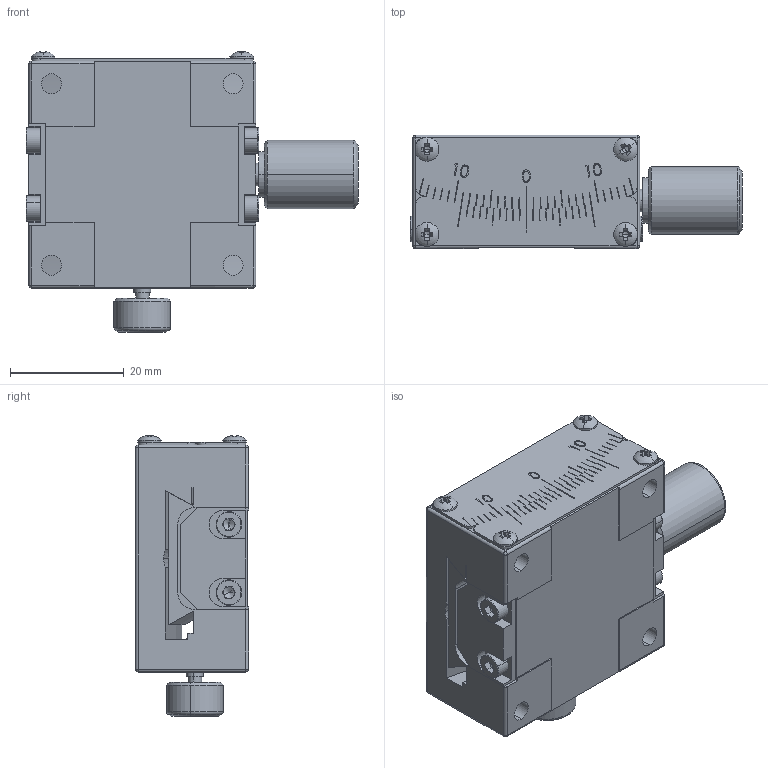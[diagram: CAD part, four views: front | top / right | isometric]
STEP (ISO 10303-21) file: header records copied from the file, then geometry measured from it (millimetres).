
FILE_DESCRIPTION (( 'STEP AP203' ), '1' );
FILE_NAME ('MXG4-60CS.STEP', '2021-02-23T05:39:41', ( '' ), ( '' ), 'SwSTEP 2.0', 'SolidWorks 2020', '' );
FILE_SCHEMA (( 'CONFIG_CONTROL_DESIGN' ));
Length unit declared in the file: millimetre
Products named in the file (1): MXG4-60CS
Bounding box: 58.5 x 20 x 49.43 mm (x, y, z)
Volume: 32536.3 mm3; surface area: 12148.3 mm2
Topology: 1 solids, 1 shells, 712 faces, 1774 edges, 1111 vertices
Faces by surface type: plane 463, cylinder 132, cone 58, bspline 27, torus 16, sphere 16
Entity records: 23412 total; most frequent: CARTESIAN_POINT 6477, ORIENTED_EDGE 3480, DIRECTION 3461, EDGE_CURVE 1740, AXIS2_PLACEMENT_3D 1165, VECTOR 1131, LINE 1131, VERTEX_POINT 1111
